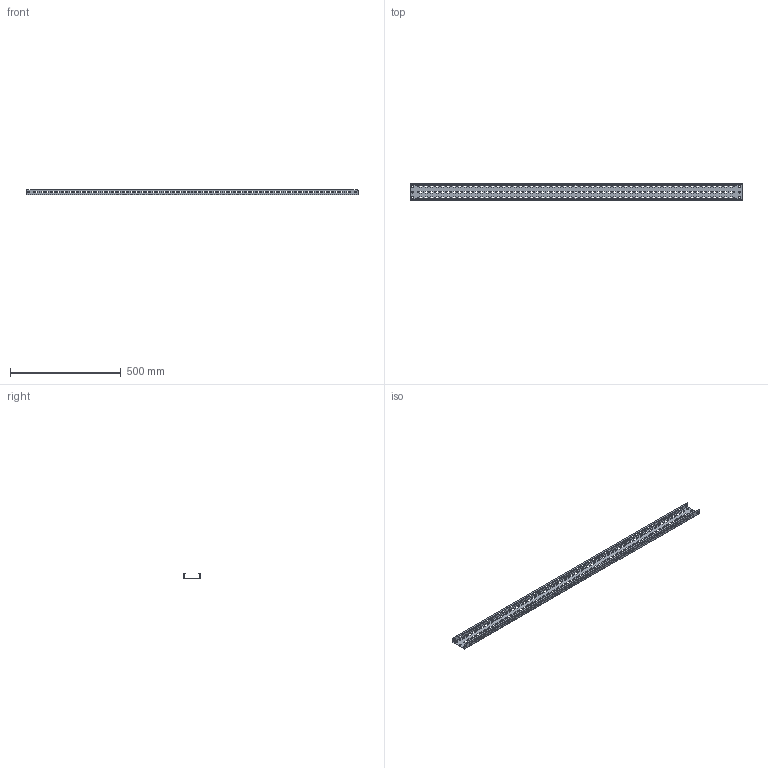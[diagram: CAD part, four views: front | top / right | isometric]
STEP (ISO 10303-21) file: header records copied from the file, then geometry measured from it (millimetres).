
FILE_DESCRIPTION (( 'STEP AP203' ), '1' );
FILE_NAME ('AC00C281.step', '2011-01-20T13:27:02', ( 'User' ), ( 'DKC' ), 'SwSTEP 2.0', 'SolidWorks 2010', '' );
FILE_SCHEMA (( 'CONFIG_CONTROL_DESIGN' ));
Products named in the file (1): AC00C281
Bounding box: 1497 x 75 x 25.01 mm (x, y, z)
Volume: 261380.7 mm3; surface area: 375012 mm2
Topology: 1 solids, 1 shells, 1794 faces, 5348 edges, 3556 vertices
Faces by surface type: plane 1178, cylinder 616
Entity records: 62561 total; most frequent: CARTESIAN_POINT 10699, ORIENTED_EDGE 10696, DIRECTION 10174, EDGE_CURVE 5348, VECTOR 4112, LINE 4112, VERTEX_POINT 3556, AXIS2_PLACEMENT_3D 3031
